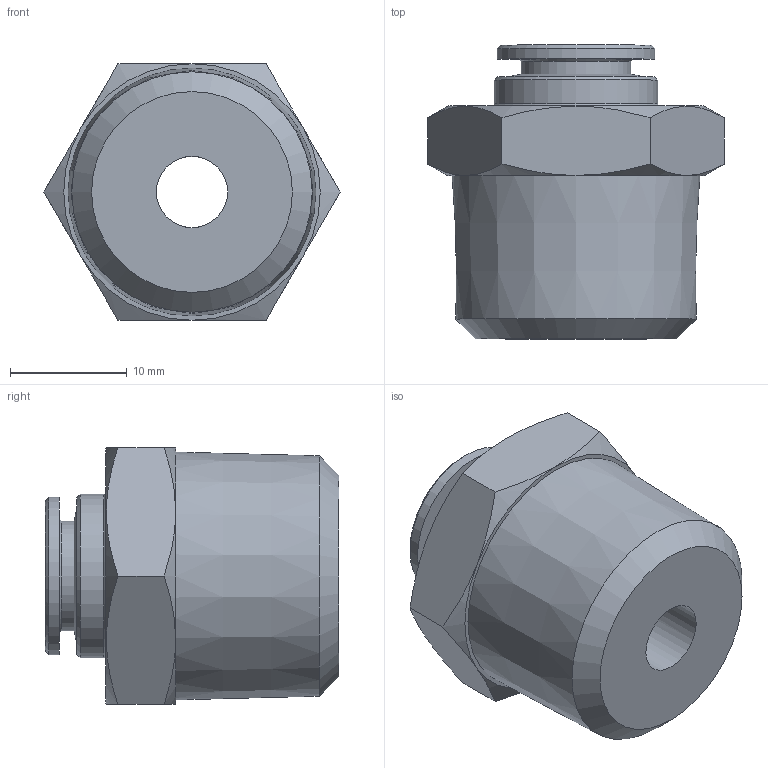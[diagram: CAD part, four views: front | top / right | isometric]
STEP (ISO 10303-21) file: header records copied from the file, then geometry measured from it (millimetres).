
FILE_DESCRIPTION( ( 'STEP AP214' ), '1' );
FILE_NAME( 'psolqas_8640_6.stp', '2020-12-01T17:08:20', ( 'License CC BY-ND 4.0' ), ( 'CADENAS' ), ' ', 'PARTsolutions', ' ' );
FILE_SCHEMA( ( 'AUTOMOTIVE_DESIGN { 1 0 10303 214 1 1 1 1 }' ) );
Length unit declared in the file: metre
Products named in the file (1): Rivoluzione1
Bounding box: 25.4 x 25.2 x 22 mm (x, y, z)
Volume: 6739.2 mm3; surface area: 2928.6 mm2
Topology: 1 solids, 1 shells, 52 faces, 125 edges, 79 vertices
Faces by surface type: plane 30, cone 16, cylinder 5, torus 1
Full cylindrical faces by diameter (mm): 6.1 x1, 8.15 x1, 9.4 x1, 13.5 x1, 14 x1
Entity records: 1916 total; most frequent: CARTESIAN_POINT 383, DIRECTION 218, ORIENTED_EDGE 212, EDGE_CURVE 106, AXIS2_PLACEMENT_3D 91, VERTEX_POINT 76, EDGE_LOOP 74, FACE_OUTER_BOUND 58
